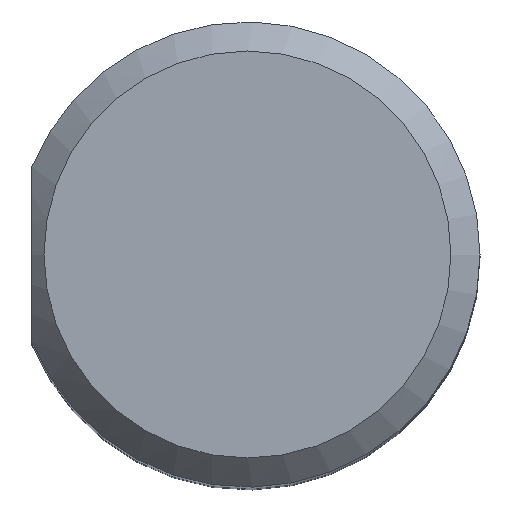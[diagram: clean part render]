
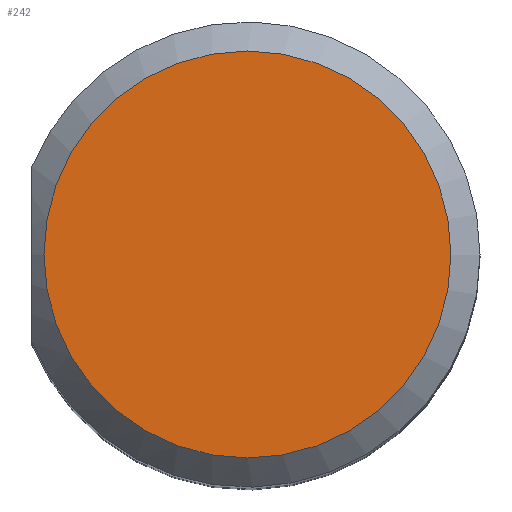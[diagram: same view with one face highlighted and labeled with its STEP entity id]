
A CAD part, top view. The second image highlights one B-rep face of the part: STEP entity #242.
In plain terms, the highlighted planar face has unit normal (0, 0, 1).
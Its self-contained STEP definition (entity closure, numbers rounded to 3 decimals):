
#151=PLANE('',#758);
#242=ADVANCED_FACE('',(#281),#151,.F.);
#281=FACE_OUTER_BOUND('',#314,.T.);
#314=EDGE_LOOP('',(#450));
#355=CIRCLE('',#756,6.994);
#450=ORIENTED_EDGE('',*,*,#614,.T.);
#550=VERTEX_POINT('',#1189);
#614=EDGE_CURVE('',#550,#550,#355,.T.);
#756=AXIS2_PLACEMENT_3D('',#1188,#888,#889);
#758=AXIS2_PLACEMENT_3D('',#1191,#892,#893);
#888=DIRECTION('',(0.,0.,1.));
#889=DIRECTION('',(-1.,0.,0.));
#892=DIRECTION('',(0.,0.,-1.));
#893=DIRECTION('',(-1.,0.,0.));
#1188=CARTESIAN_POINT('',(0.,0.,0.));
#1189=CARTESIAN_POINT('',(-6.994,0.,0.));
#1191=CARTESIAN_POINT('',(-7.994,0.,0.));
